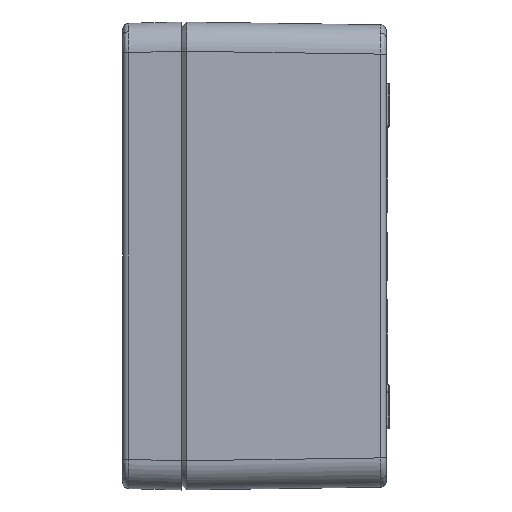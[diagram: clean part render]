
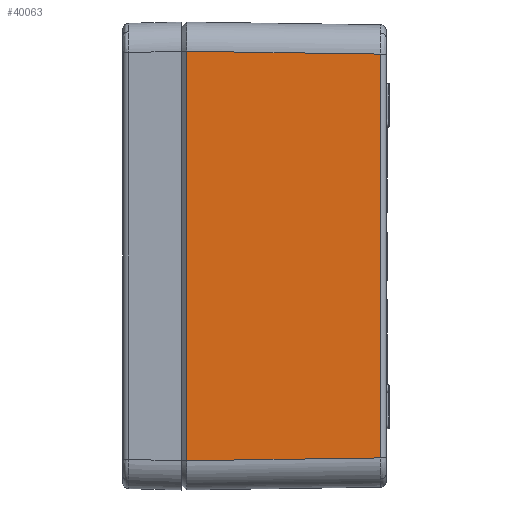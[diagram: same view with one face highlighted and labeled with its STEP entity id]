
A CAD part, left-side view. The second image highlights one B-rep face of the part: STEP entity #40063.
In plain terms, the highlighted planar face has unit normal (-1, -0.014, 0).
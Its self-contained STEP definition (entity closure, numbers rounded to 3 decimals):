
#8833 = EDGE_CURVE ( 'NONE', #28407, #38108, #39581, .T. ) ;
#8835 = EDGE_CURVE ( 'NONE', #28406, #28407, #39582, .T. ) ;
#8843 = EDGE_CURVE ( 'NONE', #38108, #28408, #39588, .T. ) ;
#8847 = EDGE_CURVE ( 'NONE', #28408, #28406, #39591, .T. ) ;
#13311 = FACE_OUTER_BOUND ( 'NONE', #26329, .T. ) ;
#18522 = CARTESIAN_POINT ( 'NONE',  ( -79.028, -68.029, 69.03 ) ) ;
#19395 = PLANE ( 'NONE',  #42454 ) ;
#19396 = CARTESIAN_POINT ( 'NONE',  ( -80., 0., -80. ) ) ;
#19397 = DIRECTION ( 'NONE',  ( -1., -0.014, 0. ) ) ;
#19398 = DIRECTION ( 'NONE',  ( 0.014, -1., 0. ) ) ;
#26329 = EDGE_LOOP ( 'NONE', ( #29131, #29244, #29239, #29245 ) ) ;
#28406 = VERTEX_POINT ( 'NONE', #54086 ) ;
#28407 = VERTEX_POINT ( 'NONE', #54087 ) ;
#28408 = VERTEX_POINT ( 'NONE', #54088 ) ;
#29131 = ORIENTED_EDGE ( 'NONE', *, *, #8835, .T. ) ;
#29239 = ORIENTED_EDGE ( 'NONE', *, *, #8843, .T. ) ;
#29244 = ORIENTED_EDGE ( 'NONE', *, *, #8833, .T. ) ;
#29245 = ORIENTED_EDGE ( 'NONE', *, *, #8847, .T. ) ;
#38108 = VERTEX_POINT ( 'NONE', #18522 ) ;
#39581 = LINE ( 'NONE', #50036, #51446 ) ;
#39582 = LINE ( 'NONE', #50041, #51448 ) ;
#39588 = LINE ( 'NONE', #51685, #51455 ) ;
#39591 = LINE ( 'NONE', #51705, #51458 ) ;
#40063 = ADVANCED_FACE ( 'NONE', ( #13311 ), #19395, .T. ) ;
#42454 = AXIS2_PLACEMENT_3D ( 'NONE', #19396, #19397, #19398 ) ;
#50036 = CARTESIAN_POINT ( 'NONE',  ( -79.028, -68.029, 69.001 ) ) ;
#50037 = DIRECTION ( 'NONE',  ( 0., 0., 1. ) ) ;
#50041 = CARTESIAN_POINT ( 'NONE',  ( -80.002, 0.143, -70.003 ) ) ;
#50042 = DIRECTION ( 'NONE',  ( 0.014, -1., 0.014 ) ) ;
#51446 = VECTOR ( 'NONE', #50037, 1000. ) ;
#51448 = VECTOR ( 'NONE', #50042, 1000. ) ;
#51455 = VECTOR ( 'NONE', #51686, 1000. ) ;
#51458 = VECTOR ( 'NONE', #51706, 1000. ) ;
#51685 = CARTESIAN_POINT ( 'NONE',  ( -79.969, -2.141, 69.97 ) ) ;
#51686 = DIRECTION ( 'NONE',  ( -0.014, 1., 0.014 ) ) ;
#51705 = CARTESIAN_POINT ( 'NONE',  ( -79.974, -1.8, -80. ) ) ;
#51706 = DIRECTION ( 'NONE',  ( 0., 0., -1. ) ) ;
#54086 = CARTESIAN_POINT ( 'NONE',  ( -79.974, -1.8, -69.975 ) ) ;
#54087 = CARTESIAN_POINT ( 'NONE',  ( -79.028, -68.029, -69.03 ) ) ;
#54088 = CARTESIAN_POINT ( 'NONE',  ( -79.974, -1.8, 69.975 ) ) ;
